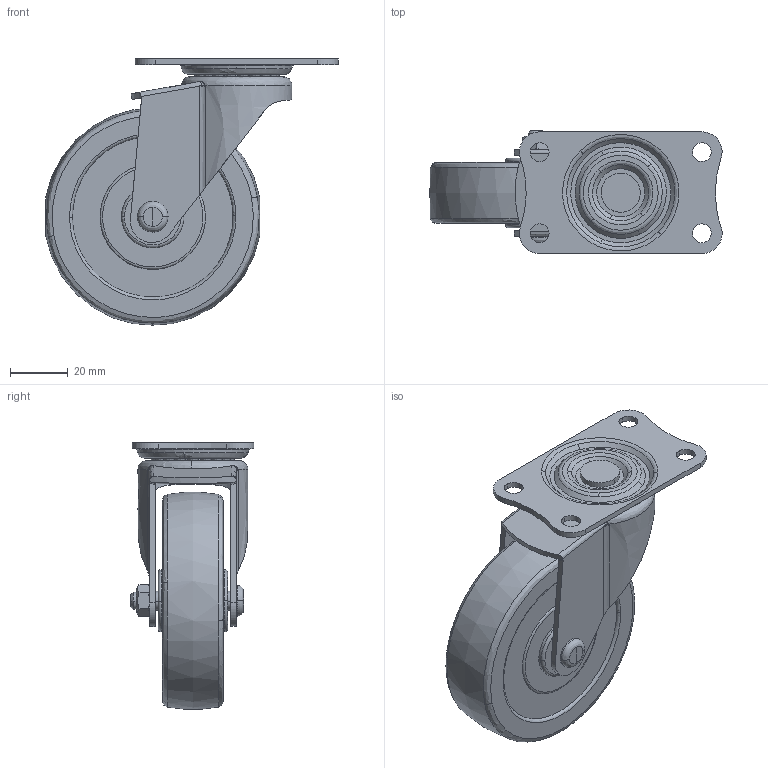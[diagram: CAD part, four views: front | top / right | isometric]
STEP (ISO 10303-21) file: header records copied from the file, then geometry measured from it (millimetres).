
FILE_DESCRIPTION((''),'2;1');
FILE_NAME('','2008-05-07T09:44:36',(''),(''),'','CADfix','');
FILE_SCHEMA(('AUTOMOTIVE_DESIGN { 1 0 10303 214 1 1 1 1 }'));
Bounding box: 100.87 x 42.6 x 91.91 mm (x, y, z)
Volume: 109876.2 mm3; surface area: 34562.1 mm2
Topology: 5 solids, 5 shells, 235 faces, 794 edges, 604 vertices
Faces by surface type: bspline 235
Entity records: 99519 total; most frequent: CARTESIAN_POINT 95072, ORIENTED_EDGE 1584, EDGE_CURVE 792, VERTEX_POINT 604, EDGE_LOOP 362, FACE_OUTER_BOUND 235, ADVANCED_FACE 235, B_SPLINE_CURVE_WITH_KNOTS 214
